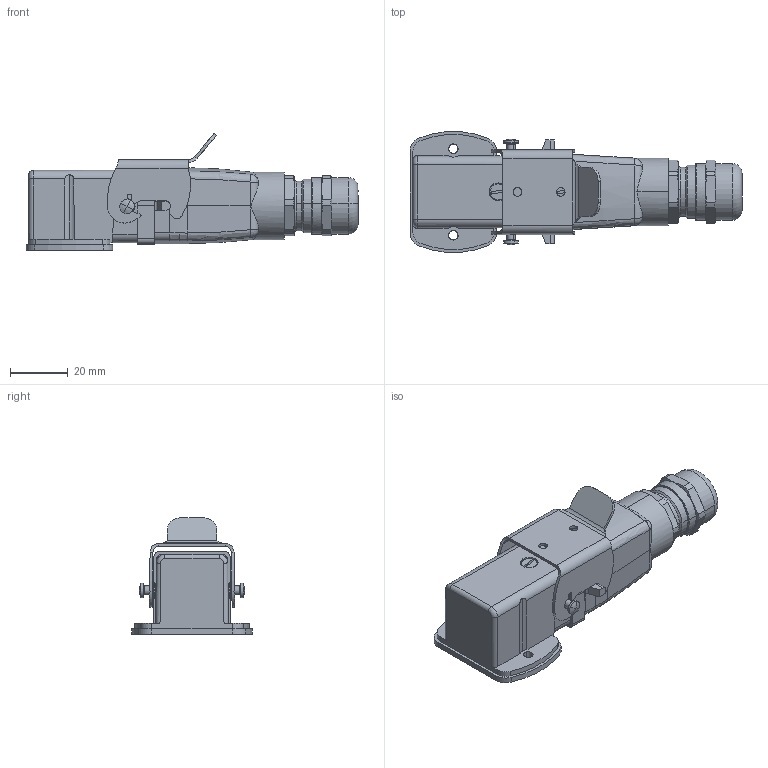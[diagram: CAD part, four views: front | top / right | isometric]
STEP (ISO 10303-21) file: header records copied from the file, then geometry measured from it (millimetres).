
FILE_DESCRIPTION(('CATIA V5 STEP Exchange','CAx-IF Rec.Pracs.--- Model Styling and Organization---1.5--- 2016-08-15','CAx-IF Rec.Pracs.---Supplemental Geometry---1.0---2011-11-01','CAx-IF Rec.Pracs.--- Composite Materials ---1.1---2010-07-15'),'2;1');
FILE_NAME ('D1310061_1', '2025-08-26T07:01:57+00:00', ('none'), ('Weidmueller'), 'CATIA Version 5-6 Release 2024 SP4', 'CATIA V5 STEP AP214 v3', 'none');
FILE_SCHEMA(('AUTOMOTIVE_DESIGN { 1 0 10303 214 1 1 1 1 }'));
Products named in the file (1): 1712610000
Bounding box: 115 x 41.81 x 40.44 mm (x, y, z)
Volume: 43435.4 mm3; surface area: 48155.7 mm2
Topology: 11 solids, 33 shells, 4054 faces, 10740 edges, 6599 vertices
Faces by surface type: plane 2267, cylinder 1053, torus 403, cone 247, sphere 40, bspline 36, extrusion 6, revolution 2
Entity records: 120913 total; most frequent: CARTESIAN_POINT 27456, ORIENTED_EDGE 21372, DIRECTION 15758, EDGE_CURVE 10686, VECTOR 6813, LINE 6807, VERTEX_POINT 6599, AXIS2_PLACEMENT_3D 6020
